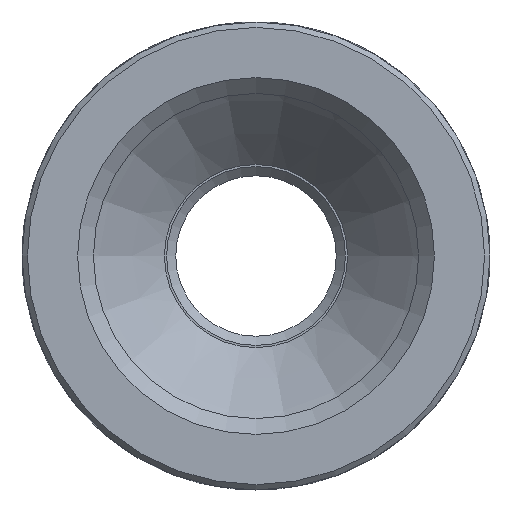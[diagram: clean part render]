
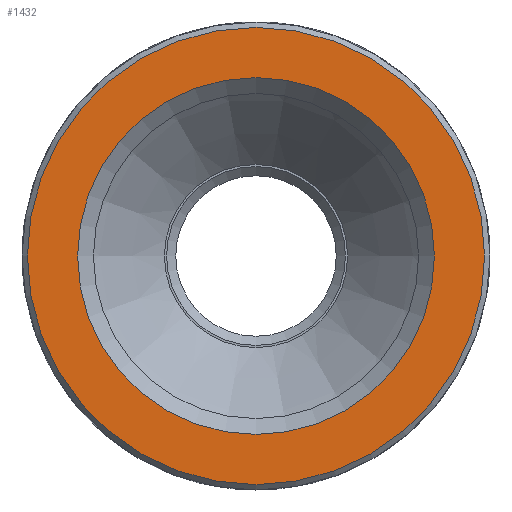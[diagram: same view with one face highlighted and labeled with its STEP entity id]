
A CAD part, left-side view. The second image highlights one B-rep face of the part: STEP entity #1432.
In plain terms, the highlighted planar face has unit normal (-1, 0, 0).
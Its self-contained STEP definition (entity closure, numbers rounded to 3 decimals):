
#509 = DIRECTION ( 'NONE',  ( 0., 0., -1. ) ) ;
#1432 = ADVANCED_FACE ( 'NONE', ( #1449, #15373 ), #1521, .T. ) ;
#1449 = FACE_BOUND ( 'NONE', #15660, .T. ) ;
#1471 = CARTESIAN_POINT ( 'NONE',  ( -42., 0., 0. ) ) ;
#1521 = PLANE ( 'NONE',  #5194 ) ;
#1745 = VERTEX_POINT ( 'NONE', #12826 ) ;
#2127 = AXIS2_PLACEMENT_3D ( 'NONE', #5661, #4356, #13272 ) ;
#2855 = DIRECTION ( 'NONE',  ( 0., -1., 0. ) ) ;
#4356 = DIRECTION ( 'NONE',  ( -1., 0., 0. ) ) ;
#5194 = AXIS2_PLACEMENT_3D ( 'NONE', #6388, #5258, #509 ) ;
#5258 = DIRECTION ( 'NONE',  ( -1., 0., 0. ) ) ;
#5661 = CARTESIAN_POINT ( 'NONE',  ( -42., 0., 0. ) ) ;
#6283 = ORIENTED_EDGE ( 'NONE', *, *, #7147, .F. ) ;
#6388 = CARTESIAN_POINT ( 'NONE',  ( -42., 0., 0. ) ) ;
#6683 = VERTEX_POINT ( 'NONE', #14151 ) ;
#7147 = EDGE_CURVE ( 'NONE', #6683, #6683, #14295, .T. ) ;
#8608 = ORIENTED_EDGE ( 'NONE', *, *, #10320, .T. ) ;
#10320 = EDGE_CURVE ( 'NONE', #1745, #1745, #15763, .T. ) ;
#11746 = EDGE_LOOP ( 'NONE', ( #8608 ) ) ;
#12826 = CARTESIAN_POINT ( 'NONE',  ( -42., -21.3, 0. ) ) ;
#13272 = DIRECTION ( 'NONE',  ( 0., 0., 1. ) ) ;
#13714 = DIRECTION ( 'NONE',  ( -1., 0., 0. ) ) ;
#14151 = CARTESIAN_POINT ( 'NONE',  ( -42., 0., 16.625 ) ) ;
#14295 = CIRCLE ( 'NONE', #2127, 16.625 ) ;
#15229 = AXIS2_PLACEMENT_3D ( 'NONE', #1471, #13714, #2855 ) ;
#15373 = FACE_OUTER_BOUND ( 'NONE', #11746, .T. ) ;
#15660 = EDGE_LOOP ( 'NONE', ( #6283 ) ) ;
#15763 = CIRCLE ( 'NONE', #15229, 21.3 ) ;
